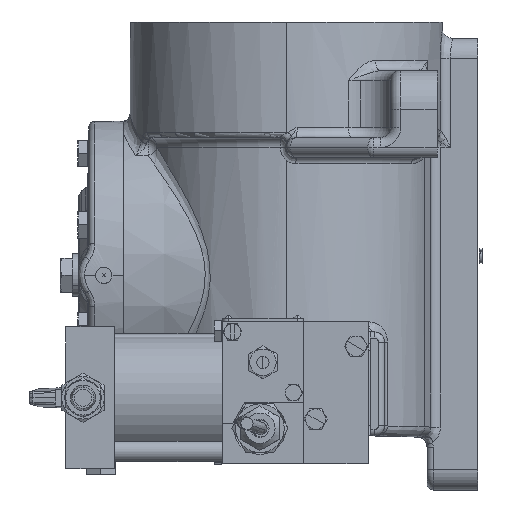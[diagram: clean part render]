
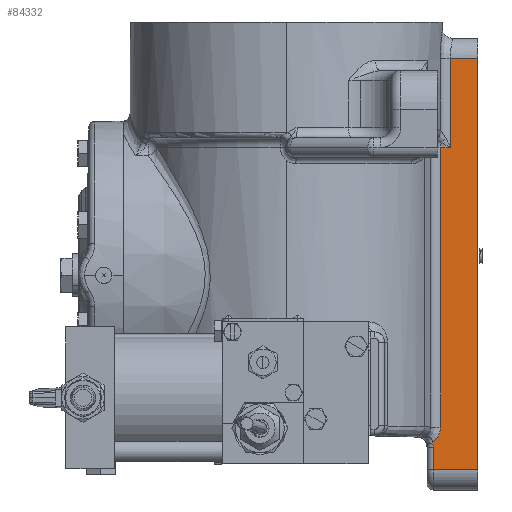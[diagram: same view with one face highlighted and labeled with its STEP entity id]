
A CAD part, left-side view. The second image highlights one B-rep face of the part: STEP entity #84332.
In plain terms, the highlighted planar face has unit normal (-1, 0, 0).
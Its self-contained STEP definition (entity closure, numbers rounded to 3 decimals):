
#1466 = DIRECTION ( 'NONE',  ( 0., 1., 0. ) ) ;
#1467 = DIRECTION ( 'NONE',  ( 1., 0., 0. ) ) ;
#1483 = PLANE ( 'NONE',  #27182 ) ;
#1485 = CARTESIAN_POINT ( 'NONE',  ( -7.5, -97.5, -96. ) ) ;
#4021 = VECTOR ( 'NONE', #24425, 1000. ) ;
#4031 = LINE ( 'NONE', #24408, #4021 ) ;
#4037 = CIRCLE ( 'NONE', #35080, 8. ) ;
#4129 = VECTOR ( 'NONE', #24634, 1000. ) ;
#4134 = LINE ( 'NONE', #24623, #4129 ) ;
#17274 = DIRECTION ( 'NONE',  ( 0., 1., 0. ) ) ;
#17275 = CARTESIAN_POINT ( 'NONE',  ( -7.5, -97.5, 107. ) ) ;
#18159 = DIRECTION ( 'NONE',  ( 0., 0., -1. ) ) ;
#18161 = CARTESIAN_POINT ( 'NONE',  ( -7.5, -81.042, -96. ) ) ;
#23227 = VERTEX_POINT ( 'NONE', #77627 ) ;
#23244 = VERTEX_POINT ( 'NONE', #77610 ) ;
#23285 = VERTEX_POINT ( 'NONE', #77571 ) ;
#23434 = VERTEX_POINT ( 'NONE', #77414 ) ;
#23436 = VERTEX_POINT ( 'NONE', #77413 ) ;
#24008 = VERTEX_POINT ( 'NONE', #76857 ) ;
#24010 = VERTEX_POINT ( 'NONE', #76854 ) ;
#24391 = CARTESIAN_POINT ( 'NONE',  ( -7.5, -76.193, -74.93 ) ) ;
#24408 = CARTESIAN_POINT ( 'NONE',  ( -7.5, -72.5, -96. ) ) ;
#24413 = CARTESIAN_POINT ( 'NONE',  ( -7.5, -76.193, -75.013 ) ) ;
#24414 = CARTESIAN_POINT ( 'NONE',  ( -7.5, -76.192, -75.097 ) ) ;
#24415 = CARTESIAN_POINT ( 'NONE',  ( -7.5, -76.19, -75.18 ) ) ;
#24424 = CARTESIAN_POINT ( 'NONE',  ( -7.5, -64.5, -84.877 ) ) ;
#24425 = DIRECTION ( 'NONE',  ( 0., 0., -1. ) ) ;
#24427 = DIRECTION ( 'NONE',  ( 1., 0., 0. ) ) ;
#24428 = DIRECTION ( 'NONE',  ( 0., 1., 0. ) ) ;
#24623 = CARTESIAN_POINT ( 'NONE',  ( -7.5, -76.193, -74.958 ) ) ;
#24634 = DIRECTION ( 'NONE',  ( 0., 0., -1. ) ) ;
#27182 = AXIS2_PLACEMENT_3D ( 'NONE', #1485, #1467, #1466 ) ;
#31791 = EDGE_CURVE ( 'NONE', #23227, #24008, #32412, .T. ) ;
#31799 = EDGE_CURVE ( 'NONE', #23285, #58316, #32417, .T. ) ;
#32409 = VECTOR ( 'NONE', #36123, 1000. ) ;
#32412 = LINE ( 'NONE', #36459, #32414 ) ;
#32414 = VECTOR ( 'NONE', #36371, 1000. ) ;
#32417 = LINE ( 'NONE', #36126, #32409 ) ;
#35080 = AXIS2_PLACEMENT_3D ( 'NONE', #24424, #24427, #24428 ) ;
#36037 = CARTESIAN_POINT ( 'NONE',  ( -7.5, -76.19, -75.18 ) ) ;
#36045 = CARTESIAN_POINT ( 'NONE',  ( -7.5, -72.217, -82.767 ) ) ;
#36123 = DIRECTION ( 'NONE',  ( 0., 0., -1. ) ) ;
#36126 = CARTESIAN_POINT ( 'NONE',  ( -7.5, -94.5, -96. ) ) ;
#36371 = DIRECTION ( 'NONE',  ( 0., 1., 0. ) ) ;
#36459 = CARTESIAN_POINT ( 'NONE',  ( -7.5, -72.5, 63. ) ) ;
#41920 = CARTESIAN_POINT ( 'NONE',  ( -7.5, -94.5, -96. ) ) ;
#47759 = FACE_OUTER_BOUND ( 'NONE', #50419, .T. ) ;
#50419 = EDGE_LOOP ( 'NONE', ( #61564, #61563, #61562, #61561, #61560, #61559, #61558, #61557, #61556, #61555 ) ) ;
#51580 = VERTEX_POINT ( 'NONE', #36045 ) ;
#51587 = VERTEX_POINT ( 'NONE', #36037 ) ;
#54006 = LINE ( 'NONE', #17275, #54012 ) ;
#54012 = VECTOR ( 'NONE', #17274, 1000. ) ;
#54263 = VECTOR ( 'NONE', #18159, 1000. ) ;
#54264 = LINE ( 'NONE', #18161, #54263 ) ;
#58316 = VERTEX_POINT ( 'NONE', #41920 ) ;
#58359 =( BOUNDED_CURVE ( )  B_SPLINE_CURVE ( 3, ( #24391, #24413, #24414, #24415 ),
 .UNSPECIFIED., .F., .T. ) 
 B_SPLINE_CURVE_WITH_KNOTS ( ( 4, 4 ),
 ( 6.258, 6.283 ),
 .UNSPECIFIED. ) 
 CURVE ( )  GEOMETRIC_REPRESENTATION_ITEM ( )  RATIONAL_B_SPLINE_CURVE ( ( 1., 1., 1., 1. ) ) 
 REPRESENTATION_ITEM ( '' )  );
#61555 = ORIENTED_EDGE ( 'NONE', *, *, #97101, .F. ) ;
#61556 = ORIENTED_EDGE ( 'NONE', *, *, #98220, .T. ) ;
#61557 = ORIENTED_EDGE ( 'NONE', *, *, #98221, .T. ) ;
#61558 = ORIENTED_EDGE ( 'NONE', *, *, #69960, .T. ) ;
#61559 = ORIENTED_EDGE ( 'NONE', *, *, #98216, .T. ) ;
#61560 = ORIENTED_EDGE ( 'NONE', *, *, #98267, .T. ) ;
#61561 = ORIENTED_EDGE ( 'NONE', *, *, #31791, .T. ) ;
#61562 = ORIENTED_EDGE ( 'NONE', *, *, #74819, .T. ) ;
#61563 = ORIENTED_EDGE ( 'NONE', *, *, #75002, .T. ) ;
#61564 = ORIENTED_EDGE ( 'NONE', *, *, #31799, .F. ) ;
#69960 = EDGE_CURVE ( 'NONE', #51587, #51580, #109818, .T. ) ;
#74819 = EDGE_CURVE ( 'NONE', #23244, #23227, #54264, .T. ) ;
#75002 = EDGE_CURVE ( 'NONE', #23285, #23244, #54006, .T. ) ;
#76854 = CARTESIAN_POINT ( 'NONE',  ( -7.5, -76.193, -74.93 ) ) ;
#76857 = CARTESIAN_POINT ( 'NONE',  ( -7.5, -76.193, 63. ) ) ;
#77413 = CARTESIAN_POINT ( 'NONE',  ( -7.5, -72.5, -84.877 ) ) ;
#77414 = CARTESIAN_POINT ( 'NONE',  ( -7.5, -72.5, -96. ) ) ;
#77571 = CARTESIAN_POINT ( 'NONE',  ( -7.5, -94.5, 107. ) ) ;
#77610 = CARTESIAN_POINT ( 'NONE',  ( -7.5, -81.042, 107. ) ) ;
#77627 = CARTESIAN_POINT ( 'NONE',  ( -7.5, -81.042, 63. ) ) ;
#84332 = ADVANCED_FACE ( 'NONE', ( #47759 ), #1483, .F. ) ;
#91215 = CARTESIAN_POINT ( 'NONE',  ( -7.5, -72.217, -82.767 ) ) ;
#91216 = CARTESIAN_POINT ( 'NONE',  ( -7.5, -74.697, -80.9 ) ) ;
#91217 = CARTESIAN_POINT ( 'NONE',  ( -7.5, -76.111, -78.2 ) ) ;
#91221 = CARTESIAN_POINT ( 'NONE',  ( -7.5, -76.19, -75.18 ) ) ;
#95384 = LINE ( 'NONE', #109911, #95393 ) ;
#95393 = VECTOR ( 'NONE', #109912, 1000. ) ;
#97101 = EDGE_CURVE ( 'NONE', #58316, #23434, #95384, .T. ) ;
#98216 = EDGE_CURVE ( 'NONE', #24010, #51587, #58359, .T. ) ;
#98220 = EDGE_CURVE ( 'NONE', #23436, #23434, #4031, .T. ) ;
#98221 = EDGE_CURVE ( 'NONE', #51580, #23436, #4037, .T. ) ;
#98267 = EDGE_CURVE ( 'NONE', #24008, #24010, #4134, .T. ) ;
#109818 =( BOUNDED_CURVE ( )  B_SPLINE_CURVE ( 3, ( #91221, #91217, #91216, #91215 ),
 .UNSPECIFIED., .F., .T. ) 
 B_SPLINE_CURVE_WITH_KNOTS ( ( 4, 4 ),
 ( 0., 0.877 ),
 .UNSPECIFIED. ) 
 CURVE ( )  GEOMETRIC_REPRESENTATION_ITEM ( )  RATIONAL_B_SPLINE_CURVE ( ( 1., 0.937, 0.937, 1. ) ) 
 REPRESENTATION_ITEM ( '' )  );
#109911 = CARTESIAN_POINT ( 'NONE',  ( -7.5, -97.5, -96. ) ) ;
#109912 = DIRECTION ( 'NONE',  ( 0., 1., 0. ) ) ;
